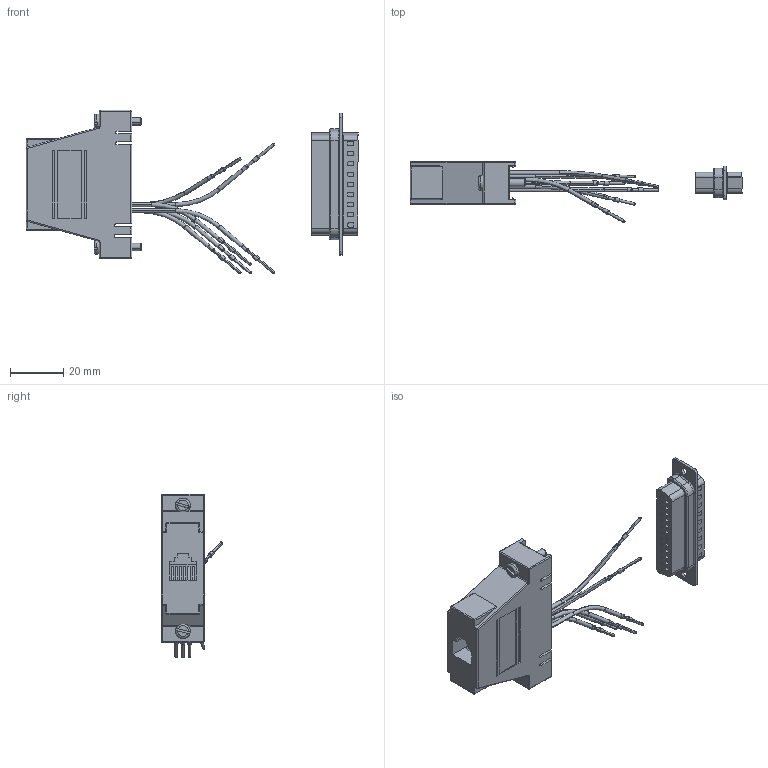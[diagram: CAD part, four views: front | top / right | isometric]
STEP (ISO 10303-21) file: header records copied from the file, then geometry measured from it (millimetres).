
FILE_DESCRIPTION (( 'STEP AP214' ), '1' );
FILE_NAME ('RBA256M.STEP', '2018-02-22T17:15:47', ( '' ), ( '' ), 'SwSTEP 2.0', 'SolidWorks 2017', '' );
FILE_SCHEMA (( 'AUTOMOTIVE_DESIGN' ));
Length unit declared in the file: inch
Products named in the file (12): C&P25M_with pins 1, 2, 3, 4, 5, 8 and 20; 3AC08-009; 3AC08-007; RBA256-MA1; 3AC08-010; RBA256M; 3AA01-004_4-40 x .625 PAN HEAD SCREW; 3AC08-005; 3AC08-012; 3AC08-008; CRIMP&POKE M; C&P25M
Assembly tree (31 placements, depth 3):
  RBA256M
    RBA256-MA1
    C&P25M_with pins 1, 2, 3, 4, 5, 8 and 20
      C&P25M
      CRIMP&POKE M  x14
    3AA01-004_4-40 x .625 PAN HEAD SCREW  x2
    CRIMP&POKE M  x6
    3AC08-012
    3AC08-007
    3AC08-008
    3AC08-009
    3AC08-010
    3AC08-005
Bounding box: 124.18 x 22.82 x 61.16 mm (x, y, z)
Volume: 17593.2 mm3; surface area: 17915.9 mm2
Topology: 30 solids, 30 shells, 1192 faces, 2811 edges, 1795 vertices
Faces by surface type: cylinder 536, plane 522, cone 44, torus 40, sphere 36, bspline 14
Entity records: 33174 total; most frequent: CARTESIAN_POINT 5367, DIRECTION 4554, ORIENTED_EDGE 4226, EDGE_CURVE 2113, AXIS2_PLACEMENT_3D 1610, VERTEX_POINT 1373, VECTOR 1334, LINE 1334
